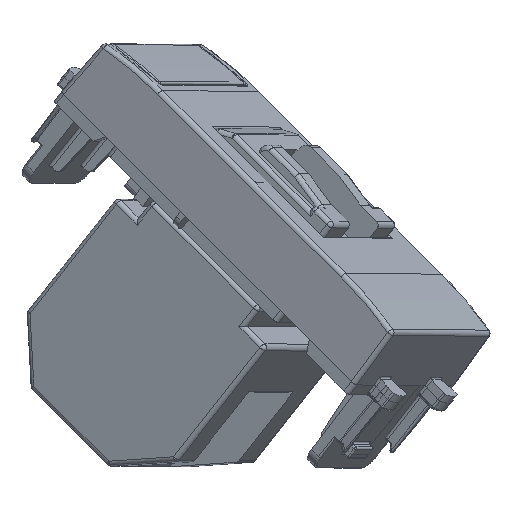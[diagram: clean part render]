
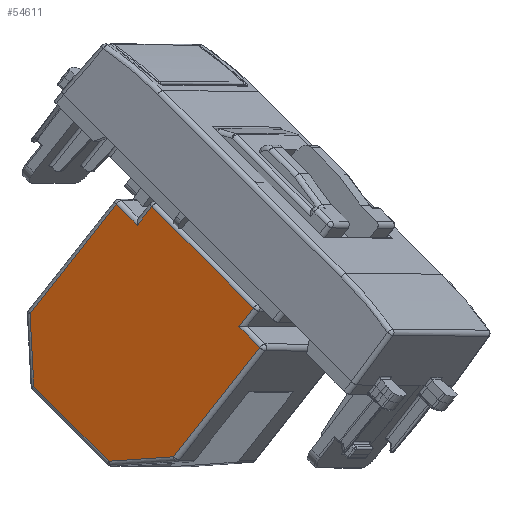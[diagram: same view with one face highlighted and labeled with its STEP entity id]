
A CAD part, isometric view. The second image highlights one B-rep face of the part: STEP entity #54611.
In plain terms, the highlighted face is planar.
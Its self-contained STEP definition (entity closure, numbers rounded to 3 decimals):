
#52168=CARTESIAN_POINT('Vertex',(17.793,-10.95,-8.875)) ;
#52187=CARTESIAN_POINT('Line Origine',(20.456,-8.286,-8.875)) ;
#52191=CARTESIAN_POINT('Vertex',(23.,-5.743,-8.875)) ;
#52227=CARTESIAN_POINT('Line Origine',(23.,0.,-8.875)) ;
#52231=CARTESIAN_POINT('Vertex',(23.,5.743,-8.875)) ;
#52267=CARTESIAN_POINT('Line Origine',(20.456,8.286,-8.875)) ;
#52271=CARTESIAN_POINT('Vertex',(17.793,10.95,-8.875)) ;
#52521=CARTESIAN_POINT('Line Origine',(11.75,10.95,-8.875)) ;
#52525=CARTESIAN_POINT('Vertex',(3.,10.95,-8.875)) ;
#52704=CARTESIAN_POINT('Line Origine',(11.75,-10.95,-8.875)) ;
#52708=CARTESIAN_POINT('Vertex',(3.,-10.95,-8.875)) ;
#53316=CARTESIAN_POINT('Line Origine',(3.,0.,-8.875)) ;
#53320=CARTESIAN_POINT('Vertex',(3.,7.75,-8.875)) ;
#53343=CARTESIAN_POINT('Line Origine',(3.,0.,-8.875)) ;
#53347=CARTESIAN_POINT('Vertex',(3.,-7.75,-8.875)) ;
#54563=CARTESIAN_POINT('Line Origine',(7.865,7.75,-8.875)) ;
#54567=CARTESIAN_POINT('Vertex',(0.5,7.75,-8.875)) ;
#54582=CARTESIAN_POINT('Axis2P3D Location',(0.,0.,-8.875)) ;
#54587=CARTESIAN_POINT('Line Origine',(0.5,0.,-8.875)) ;
#54591=CARTESIAN_POINT('Vertex',(0.5,-7.75,-8.875)) ;
#54594=CARTESIAN_POINT('Line Origine',(1.75,-7.75,-8.875)) ;
#52188=DIRECTION('Vector Direction',(-0.707,-0.707,0.)) ;
#52228=DIRECTION('Vector Direction',(0.,1.,0.)) ;
#52268=DIRECTION('Vector Direction',(0.707,-0.707,0.)) ;
#52522=DIRECTION('Vector Direction',(1.,0.,0.)) ;
#52705=DIRECTION('Vector Direction',(-1.,0.,0.)) ;
#53317=DIRECTION('Vector Direction',(0.,-1.,0.)) ;
#53344=DIRECTION('Vector Direction',(0.,1.,0.)) ;
#54564=DIRECTION('Vector Direction',(-1.,0.,0.)) ;
#54583=DIRECTION('Axis2P3D Direction',(0.,0.,1.)) ;
#54584=DIRECTION('Axis2P3D XDirection',(1.,0.,0.)) ;
#54588=DIRECTION('Vector Direction',(0.,-1.,0.)) ;
#54595=DIRECTION('Vector Direction',(-1.,0.,0.)) ;
#54585=AXIS2_PLACEMENT_3D('Plane Axis2P3D',#54582,#54583,#54584) ;
#54600=ORIENTED_EDGE('',*,*,#54593,.F.) ;
#54601=ORIENTED_EDGE('',*,*,#54569,.F.) ;
#54602=ORIENTED_EDGE('',*,*,#53322,.T.) ;
#54603=ORIENTED_EDGE('',*,*,#52527,.F.) ;
#54604=ORIENTED_EDGE('',*,*,#52273,.F.) ;
#54605=ORIENTED_EDGE('',*,*,#52233,.F.) ;
#54606=ORIENTED_EDGE('',*,*,#52193,.F.) ;
#54607=ORIENTED_EDGE('',*,*,#52710,.F.) ;
#54608=ORIENTED_EDGE('',*,*,#53349,.T.) ;
#54609=ORIENTED_EDGE('',*,*,#54598,.F.) ;
#52189=VECTOR('Line Direction',#52188,1.) ;
#52229=VECTOR('Line Direction',#52228,1.) ;
#52269=VECTOR('Line Direction',#52268,1.) ;
#52523=VECTOR('Line Direction',#52522,1.) ;
#52706=VECTOR('Line Direction',#52705,1.) ;
#53318=VECTOR('Line Direction',#53317,1.) ;
#53345=VECTOR('Line Direction',#53344,1.) ;
#54565=VECTOR('Line Direction',#54564,1.) ;
#54589=VECTOR('Line Direction',#54588,1.) ;
#54596=VECTOR('Line Direction',#54595,1.) ;
#54611=ADVANCED_FACE('PartBody',(#54610),#54586,.F.) ;
#52193=EDGE_CURVE('',#52169,#52192,#52190,.F.) ;
#52233=EDGE_CURVE('',#52192,#52232,#52230,.T.) ;
#52273=EDGE_CURVE('',#52232,#52272,#52270,.F.) ;
#52527=EDGE_CURVE('',#52272,#52526,#52524,.F.) ;
#52710=EDGE_CURVE('',#52709,#52169,#52707,.F.) ;
#53322=EDGE_CURVE('',#53321,#52526,#53319,.F.) ;
#53349=EDGE_CURVE('',#52709,#53348,#53346,.T.) ;
#54569=EDGE_CURVE('',#53321,#54568,#54566,.T.) ;
#54593=EDGE_CURVE('',#54568,#54592,#54590,.T.) ;
#54598=EDGE_CURVE('',#54592,#53348,#54597,.F.) ;
#54599=EDGE_LOOP('',(#54600,#54601,#54602,#54603,#54604,#54605,#54606,#54607,#54608,#54609)) ;
#54610=FACE_OUTER_BOUND('',#54599,.T.) ;
#52190=LINE('Line',#52187,#52189) ;
#52230=LINE('Line',#52227,#52229) ;
#52270=LINE('Line',#52267,#52269) ;
#52524=LINE('Line',#52521,#52523) ;
#52707=LINE('Line',#52704,#52706) ;
#53319=LINE('Line',#53316,#53318) ;
#53346=LINE('Line',#53343,#53345) ;
#54566=LINE('Line',#54563,#54565) ;
#54590=LINE('Line',#54587,#54589) ;
#54597=LINE('Line',#54594,#54596) ;
#54586=PLANE('',#54585) ;
#52169=VERTEX_POINT('',#52168) ;
#52192=VERTEX_POINT('',#52191) ;
#52232=VERTEX_POINT('',#52231) ;
#52272=VERTEX_POINT('',#52271) ;
#52526=VERTEX_POINT('',#52525) ;
#52709=VERTEX_POINT('',#52708) ;
#53321=VERTEX_POINT('',#53320) ;
#53348=VERTEX_POINT('',#53347) ;
#54568=VERTEX_POINT('',#54567) ;
#54592=VERTEX_POINT('',#54591) ;
